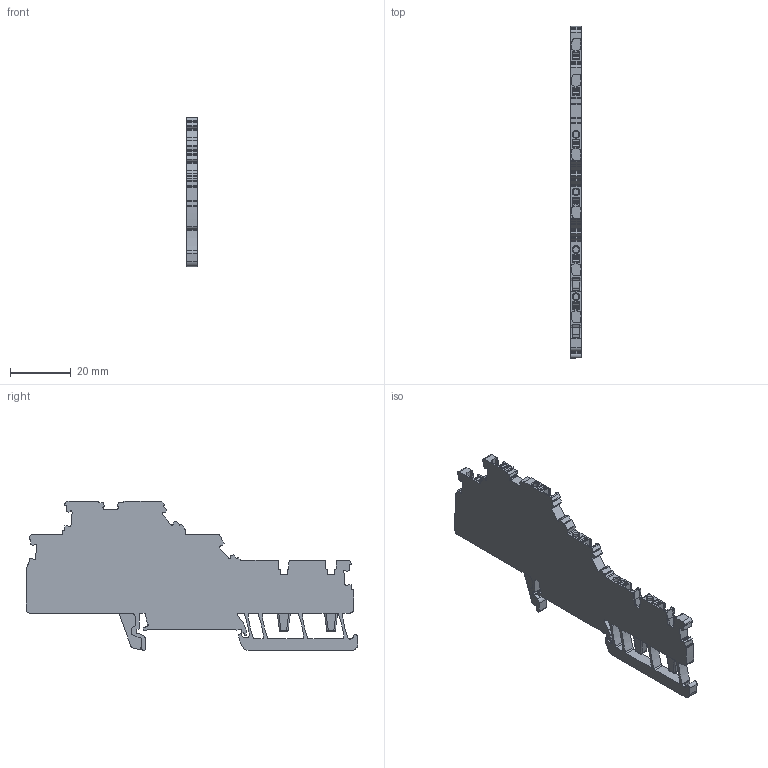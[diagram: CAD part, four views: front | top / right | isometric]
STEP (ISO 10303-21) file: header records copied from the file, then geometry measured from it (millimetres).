
FILE_DESCRIPTION(('CATIA V5 STEP Exchange','CAx-IF Rec.Pracs.--- Model Styling and Organization---1.5--- 2016-08-15','CAx-IF Rec.Pracs.---Supplemental Geometry---1.0---2011-11-01','CAx-IF Rec.Pracs.--- Composite Materials ---1.1---2010-07-15'),'2;1');
FILE_NAME ('13164015_3', '2024-05-30T04:34:01+00:00', ('none'), ('Weidmueller'), 'CATIA Version 5-6 Release 2022 SP4 HF5', 'CATIA V5 STEP AP214 v3', 'none');
FILE_SCHEMA(('AUTOMOTIVE_DESIGN { 1 0 10303 214 1 1 1 1 }'));
Length unit declared in the file: millimetre
Products named in the file (1): 1992220000_AIO23_1-5_2SI
Bounding box: 3.5 x 109.59 x 49.35 mm (x, y, z)
Volume: 10491.7 mm3; surface area: 9046.3 mm2
Topology: 1 solids, 1 shells, 797 faces, 2314 edges, 1522 vertices
Faces by surface type: plane 371, cylinder 324, extrusion 70, cone 16, sphere 16
Entity records: 27426 total; most frequent: CARTESIAN_POINT 6742, ORIENTED_EDGE 4596, DIRECTION 3268, EDGE_CURVE 2298, VERTEX_POINT 1522, VECTOR 1512, LINE 1442, AXIS2_PLACEMENT_3D 1194
